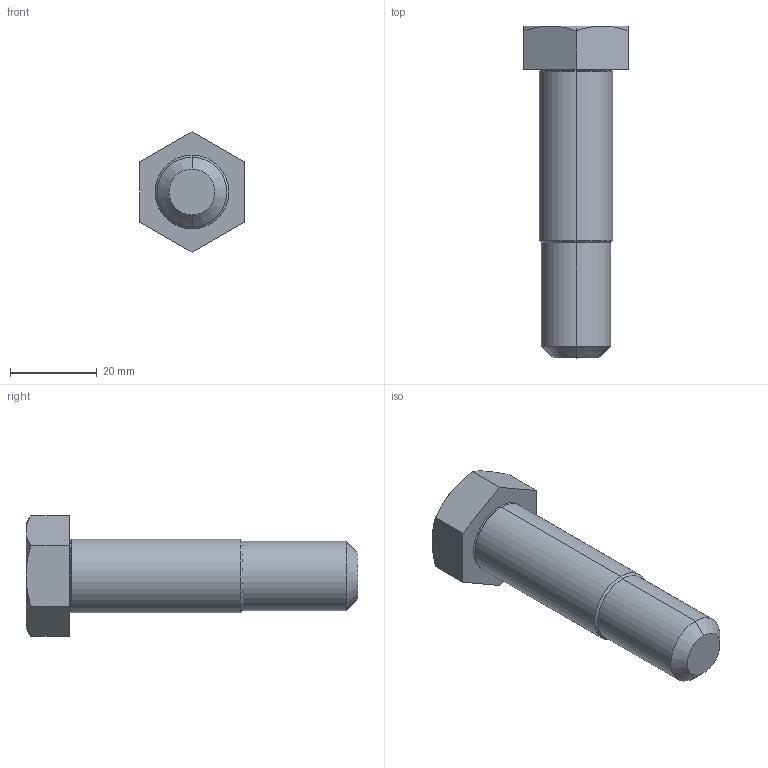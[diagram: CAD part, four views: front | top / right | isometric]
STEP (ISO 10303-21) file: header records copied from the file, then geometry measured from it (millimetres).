
FILE_DESCRIPTION (( 'STEP AP203' ), '1' );
FILE_NAME ('97713A129_NO THREADS.STEP', '2020-05-28T20:32:06', ( '' ), ( '' ), 'SwSTEP 2.0', 'SolidWorks 2017', '' );
FILE_SCHEMA (( 'CONFIG_CONTROL_DESIGN' ));
Length unit declared in the file: millimetre
Products named in the file (1): 97713A129_NO THREADS
Bounding box: 24 x 76.5 x 27.71 mm (x, y, z)
Volume: 19206.3 mm3; surface area: 5183.5 mm2
Topology: 1 solids, 1 shells, 28 faces, 58 edges, 33 vertices
Faces by surface type: cone 11, plane 9, torus 4, cylinder 4
Entity records: 860 total; most frequent: CARTESIAN_POINT 196, DIRECTION 129, ORIENTED_EDGE 116, EDGE_CURVE 58, AXIS2_PLACEMENT_3D 54, VERTEX_POINT 33, EDGE_LOOP 29, ADVANCED_FACE 28
